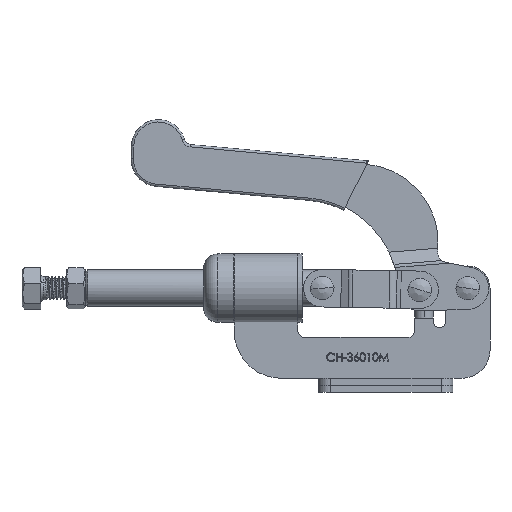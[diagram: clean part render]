
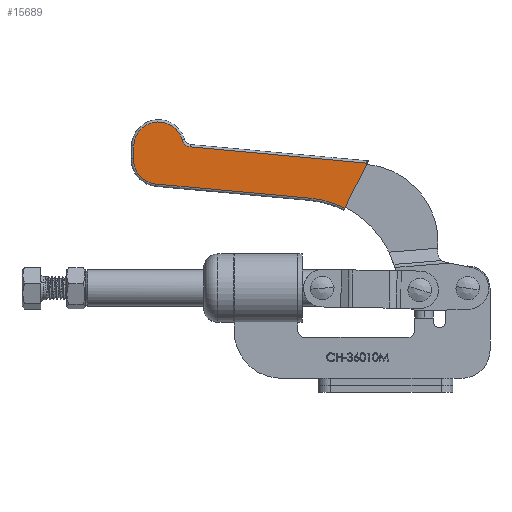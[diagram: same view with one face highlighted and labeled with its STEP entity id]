
A CAD part, front view. The second image highlights one B-rep face of the part: STEP entity #15689.
In plain terms, the highlighted face is planar.
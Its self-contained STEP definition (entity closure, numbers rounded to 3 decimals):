
#15403 = VERTEX_POINT ( 'NONE', #18515 ) ;
#15612 = EDGE_CURVE ( 'NONE', #15647, #29600, #18945, .T. ) ;
#15624 = ORIENTED_EDGE ( 'NONE', *, *, #15612, .T. ) ;
#15631 = EDGE_CURVE ( 'NONE', #15725, #15647, #18957, .T. ) ;
#15647 = VERTEX_POINT ( 'NONE', #18969 ) ;
#15679 = VERTEX_POINT ( 'NONE', #19074 ) ;
#15680 = ORIENTED_EDGE ( 'NONE', *, *, #15693, .T. ) ;
#15686 = ORIENTED_EDGE ( 'NONE', *, *, #29599, .T. ) ;
#15687 = ORIENTED_EDGE ( 'NONE', *, *, #15721, .T. ) ;
#15689 = ADVANCED_FACE ( 'NONE', ( #19096 ), #19067, .T. ) ;
#15690 = VERTEX_POINT ( 'NONE', #19099 ) ;
#15691 = VERTEX_POINT ( 'NONE', #19089 ) ;
#15693 = EDGE_CURVE ( 'NONE', #15679, #15723, #19093, .T. ) ;
#15695 = ORIENTED_EDGE ( 'NONE', *, *, #15716, .T. ) ;
#15697 = ORIENTED_EDGE ( 'NONE', *, *, #15726, .T. ) ;
#15698 = VERTEX_POINT ( 'NONE', #19092 ) ;
#15711 = EDGE_CURVE ( 'NONE', #15690, #15698, #19131, .T. ) ;
#15712 = EDGE_LOOP ( 'NONE', ( #15686, #15730, #15713, #15695, #15687, #15680, #15697, #15734, #15624 ) ) ;
#15713 = ORIENTED_EDGE ( 'NONE', *, *, #15711, .T. ) ;
#15716 = EDGE_CURVE ( 'NONE', #15698, #15691, #19094, .T. ) ;
#15721 = EDGE_CURVE ( 'NONE', #15691, #15679, #19134, .T. ) ;
#15723 = VERTEX_POINT ( 'NONE', #19121 ) ;
#15725 = VERTEX_POINT ( 'NONE', #19132 ) ;
#15726 = EDGE_CURVE ( 'NONE', #15723, #15725, #19113, .T. ) ;
#15729 = EDGE_CURVE ( 'NONE', #15403, #15690, #19106, .T. ) ;
#15730 = ORIENTED_EDGE ( 'NONE', *, *, #15729, .T. ) ;
#15734 = ORIENTED_EDGE ( 'NONE', *, *, #15631, .T. ) ;
#18515 = CARTESIAN_POINT ( 'NONE',  ( -23.633, 53.41, 4.5 ) ) ;
#18907 = CARTESIAN_POINT ( 'NONE',  ( -50.499, -3.1, 4.5 ) ) ;
#18931 = DIRECTION ( 'NONE',  ( 1., 0., 0. ) ) ;
#18932 = DIRECTION ( 'NONE',  ( 0., 0., -1. ) ) ;
#18933 = AXIS2_PLACEMENT_3D ( 'NONE', #18907, #18932, #18931 ) ;
#18945 = CIRCLE ( 'NONE', #18933, 41.1 ) ;
#18956 = CARTESIAN_POINT ( 'NONE',  ( -47.775, 37.91, 4.5 ) ) ;
#18957 = LINE ( 'NONE', #18956, #19017 ) ;
#18969 = CARTESIAN_POINT ( 'NONE',  ( -47.775, 37.91, 4.5 ) ) ;
#19016 = DIRECTION ( 'NONE',  ( 0.998, -0.066, 0. ) ) ;
#19017 = VECTOR ( 'NONE', #19016, 1000. ) ;
#19062 = CARTESIAN_POINT ( 'NONE',  ( -98.964, 62.461, 4.5 ) ) ;
#19067 = PLANE ( 'NONE',  #19097 ) ;
#19074 = CARTESIAN_POINT ( 'NONE',  ( -123.34, 58.254, 4.5 ) ) ;
#19085 = DIRECTION ( 'NONE',  ( 0., -1., 0. ) ) ;
#19086 = VECTOR ( 'NONE', #19085, 1000. ) ;
#19087 = CARTESIAN_POINT ( 'NONE',  ( -123.34, 52.754, 4.5 ) ) ;
#19089 = CARTESIAN_POINT ( 'NONE',  ( -102.792, 61.301, 4.5 ) ) ;
#19090 = DIRECTION ( 'NONE',  ( 1., 0., 0. ) ) ;
#19091 = DIRECTION ( 'NONE',  ( 0., 0., 1. ) ) ;
#19092 = CARTESIAN_POINT ( 'NONE',  ( -99.231, 58.47, 4.5 ) ) ;
#19093 = LINE ( 'NONE', #19087, #19086 ) ;
#19094 = CIRCLE ( 'NONE', #19125, 4. ) ;
#19096 = FACE_OUTER_BOUND ( 'NONE', #15712, .T. ) ;
#19097 = AXIS2_PLACEMENT_3D ( 'NONE', #19062, #19091, #19090 ) ;
#19099 = CARTESIAN_POINT ( 'NONE',  ( -23.83, 53.424, 4.5 ) ) ;
#19106 = CIRCLE ( 'NONE', #19166, 34. ) ;
#19109 = AXIS2_PLACEMENT_3D ( 'NONE', #19169, #19168, #19167 ) ;
#19110 = DIRECTION ( 'NONE',  ( 1., 0., 0. ) ) ;
#19111 = DIRECTION ( 'NONE',  ( 0., 0., 1. ) ) ;
#19112 = CARTESIAN_POINT ( 'NONE',  ( -112.84, 58.254, 4.5 ) ) ;
#19113 = CIRCLE ( 'NONE', #19109, 10.5 ) ;
#19117 = AXIS2_PLACEMENT_3D ( 'NONE', #19112, #19111, #19110 ) ;
#19121 = CARTESIAN_POINT ( 'NONE',  ( -123.34, 52.754, 4.5 ) ) ;
#19122 = DIRECTION ( 'NONE',  ( 1., 0., 0. ) ) ;
#19123 = DIRECTION ( 'NONE',  ( 0., 0., -1. ) ) ;
#19124 = CARTESIAN_POINT ( 'NONE',  ( -98.964, 62.461, 4.5 ) ) ;
#19125 = AXIS2_PLACEMENT_3D ( 'NONE', #19124, #19123, #19122 ) ;
#19128 = DIRECTION ( 'NONE',  ( -0.998, 0.067, 0. ) ) ;
#19129 = VECTOR ( 'NONE', #19128, 1000. ) ;
#19130 = CARTESIAN_POINT ( 'NONE',  ( -99.231, 58.47, 4.5 ) ) ;
#19131 = LINE ( 'NONE', #19130, #19129 ) ;
#19132 = CARTESIAN_POINT ( 'NONE',  ( -113.536, 42.278, 4.5 ) ) ;
#19134 = CIRCLE ( 'NONE', #19117, 10.5 ) ;
#19160 = DIRECTION ( 'NONE',  ( 1., 0., 0. ) ) ;
#19164 = DIRECTION ( 'NONE',  ( 0., 0., 1. ) ) ;
#19165 = CARTESIAN_POINT ( 'NONE',  ( -26.1, 19.5, 4.5 ) ) ;
#19166 = AXIS2_PLACEMENT_3D ( 'NONE', #19165, #19164, #19160 ) ;
#19167 = DIRECTION ( 'NONE',  ( 1., 0., 0. ) ) ;
#19168 = DIRECTION ( 'NONE',  ( 0., 0., 1. ) ) ;
#19169 = CARTESIAN_POINT ( 'NONE',  ( -112.84, 52.754, 4.5 ) ) ;
#29599 = EDGE_CURVE ( 'NONE', #29600, #15403, #46412, .T. ) ;
#29600 = VERTEX_POINT ( 'NONE', #46415 ) ;
#46384 = VECTOR ( 'NONE', #46408, 1000. ) ;
#46408 = DIRECTION ( 'NONE',  ( 0.429, 0.903, 0. ) ) ;
#46411 = CARTESIAN_POINT ( 'NONE',  ( -23.173, 54.378, 4.5 ) ) ;
#46412 = LINE ( 'NONE', #46411, #46384 ) ;
#46415 = CARTESIAN_POINT ( 'NONE',  ( -32.852, 34.019, 4.5 ) ) ;
